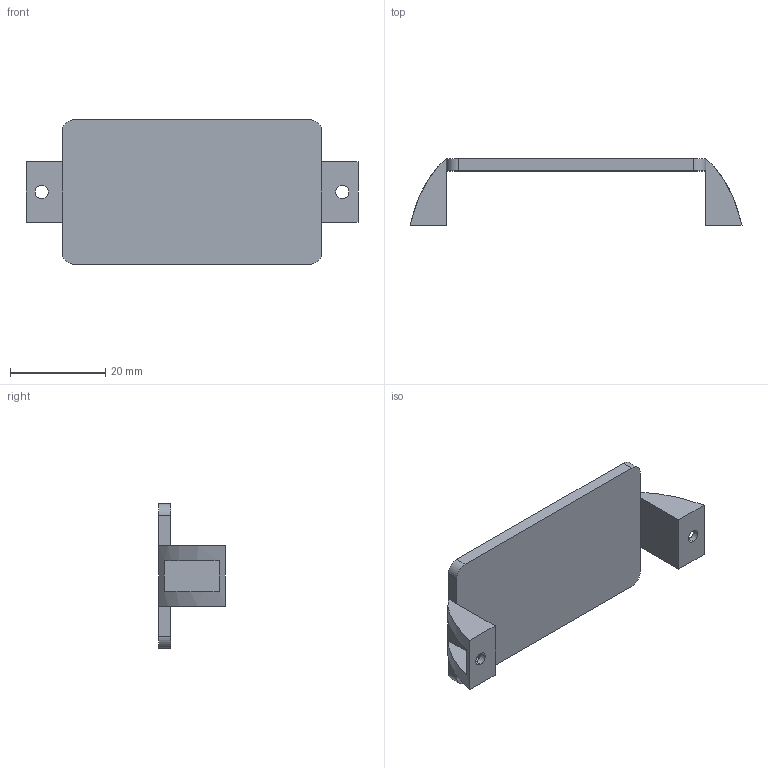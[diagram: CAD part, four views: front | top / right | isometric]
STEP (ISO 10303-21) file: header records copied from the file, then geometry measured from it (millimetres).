
FILE_DESCRIPTION (( 'STEP AP214' ), '1' );
FILE_NAME ('Camera Sled Cover Cantaloupe v2.STEP', '2026-02-13T02:18:03', ( '' ), ( '' ), 'SwSTEP 2.0', 'SolidWorks 2025', '' );
FILE_SCHEMA (( 'AUTOMOTIVE_DESIGN' ));
Length unit declared in the file: inch
Products named in the file (1): Camera Sled Cover Cantaloupe v2
Bounding box: 69.85 x 13.97 x 30.48 mm (x, y, z)
Volume: 5363.6 mm3; surface area: 5058.8 mm2
Topology: 1 solids, 1 shells, 34 faces, 82 edges, 52 vertices
Faces by surface type: plane 24, cylinder 8, bspline 2
Entity records: 1017 total; most frequent: CARTESIAN_POINT 195, ORIENTED_EDGE 164, DIRECTION 156, EDGE_CURVE 82, VECTOR 58, LINE 58, VERTEX_POINT 52, AXIS2_PLACEMENT_3D 49
